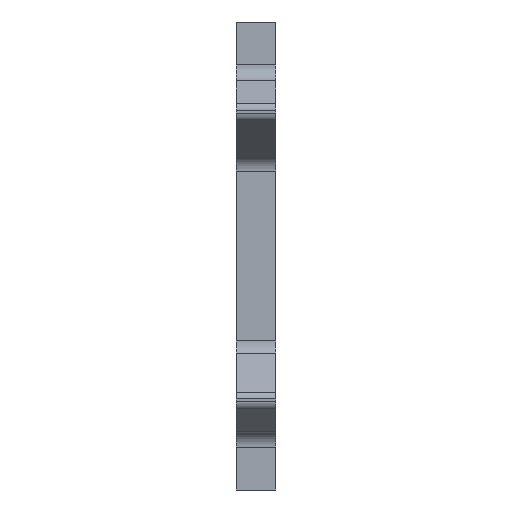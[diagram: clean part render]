
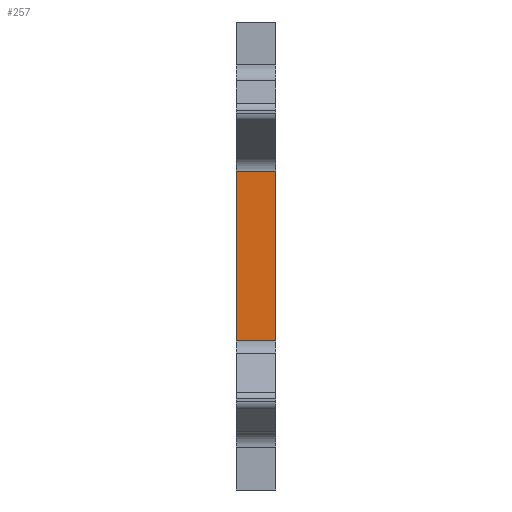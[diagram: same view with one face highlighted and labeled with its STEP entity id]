
A CAD part, left-side view. The second image highlights one B-rep face of the part: STEP entity #257.
In plain terms, the highlighted planar face has unit normal (-1, 0, 0).
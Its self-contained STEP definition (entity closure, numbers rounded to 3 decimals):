
#160 = LINE ( 'NONE', #1345, #742 ) ;
#209 = ORIENTED_EDGE ( 'NONE', *, *, #654, .T. ) ;
#211 = DIRECTION ( 'NONE',  ( 0., 0., -1. ) ) ;
#257 = ADVANCED_FACE ( 'NONE', ( #1337 ), #713, .F. ) ;
#258 = DIRECTION ( 'NONE',  ( 1., 0., 0. ) ) ;
#278 = CARTESIAN_POINT ( 'NONE',  ( -37.95, 0., -5.85 ) ) ;
#311 = VECTOR ( 'NONE', #412, 1000. ) ;
#316 = ORIENTED_EDGE ( 'NONE', *, *, #1124, .T. ) ;
#403 = CARTESIAN_POINT ( 'NONE',  ( -37.95, 0., -5.357 ) ) ;
#412 = DIRECTION ( 'NONE',  ( 0., -1., 0. ) ) ;
#460 = EDGE_CURVE ( 'NONE', #1300, #940, #646, .T. ) ;
#590 = CARTESIAN_POINT ( 'NONE',  ( -37.95, -2.5, -5.357 ) ) ;
#609 = AXIS2_PLACEMENT_3D ( 'NONE', #949, #258, #1057 ) ;
#646 = LINE ( 'NONE', #1314, #311 ) ;
#654 = EDGE_CURVE ( 'NONE', #988, #813, #1451, .T. ) ;
#713 = PLANE ( 'NONE',  #609 ) ;
#715 = CARTESIAN_POINT ( 'NONE',  ( -37.95, -2.5, 5.357 ) ) ;
#729 = EDGE_CURVE ( 'NONE', #988, #940, #160, .T. ) ;
#742 = VECTOR ( 'NONE', #211, 1000. ) ;
#784 = ORIENTED_EDGE ( 'NONE', *, *, #460, .T. ) ;
#813 = VERTEX_POINT ( 'NONE', #919 ) ;
#919 = CARTESIAN_POINT ( 'NONE',  ( -37.95, 0., 5.357 ) ) ;
#940 = VERTEX_POINT ( 'NONE', #590 ) ;
#949 = CARTESIAN_POINT ( 'NONE',  ( -37.95, -2.5, -5.85 ) ) ;
#988 = VERTEX_POINT ( 'NONE', #715 ) ;
#1055 = EDGE_LOOP ( 'NONE', ( #1405, #209, #316, #784 ) ) ;
#1057 = DIRECTION ( 'NONE',  ( 0., 0., -1. ) ) ;
#1077 = DIRECTION ( 'NONE',  ( 0., 0., -1. ) ) ;
#1124 = EDGE_CURVE ( 'NONE', #813, #1300, #1362, .T. ) ;
#1155 = VECTOR ( 'NONE', #1334, 1000. ) ;
#1223 = CARTESIAN_POINT ( 'NONE',  ( -37.95, 0., 5.357 ) ) ;
#1300 = VERTEX_POINT ( 'NONE', #403 ) ;
#1314 = CARTESIAN_POINT ( 'NONE',  ( -37.95, -2.5, -5.357 ) ) ;
#1330 = VECTOR ( 'NONE', #1077, 1000. ) ;
#1334 = DIRECTION ( 'NONE',  ( 0., 1., 0. ) ) ;
#1337 = FACE_OUTER_BOUND ( 'NONE', #1055, .T. ) ;
#1345 = CARTESIAN_POINT ( 'NONE',  ( -37.95, -2.5, -5.85 ) ) ;
#1362 = LINE ( 'NONE', #278, #1330 ) ;
#1405 = ORIENTED_EDGE ( 'NONE', *, *, #729, .F. ) ;
#1451 = LINE ( 'NONE', #1223, #1155 ) ;
